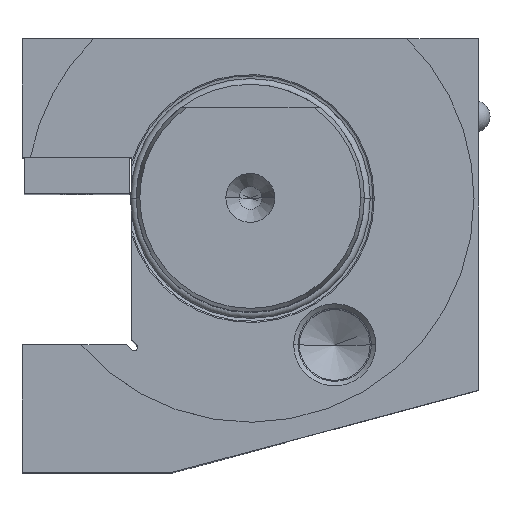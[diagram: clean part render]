
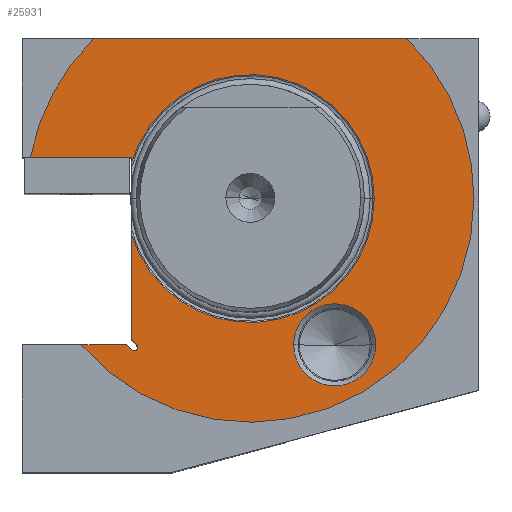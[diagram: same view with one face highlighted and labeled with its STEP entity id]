
A CAD part, top view. The second image highlights one B-rep face of the part: STEP entity #25931.
In plain terms, the highlighted planar face has unit normal (0, 0, 1).
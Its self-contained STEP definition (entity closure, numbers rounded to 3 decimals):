
#3127 = CARTESIAN_POINT ( 'NONE',  ( -26., -30.939, -78. ) ) ;
#3128 = CARTESIAN_POINT ( 'NONE',  ( -26., 7.818, -78. ) ) ;
#3152 = CARTESIAN_POINT ( 'NONE',  ( 27.5, -32.043, -78. ) ) ;
#3165 = CARTESIAN_POINT ( 'NONE',  ( 34.293, 35., -78. ) ) ;
#3183 = CARTESIAN_POINT ( 'NONE',  ( -34.293, 35., -78. ) ) ;
#3192 = CARTESIAN_POINT ( 'NONE',  ( 9.5, -32.043, -78. ) ) ;
#3200 = CARTESIAN_POINT ( 'NONE',  ( 49., 0., -78. ) ) ;
#3361 = CARTESIAN_POINT ( 'NONE',  ( -48.166, 9., -78. ) ) ;
#3367 = CARTESIAN_POINT ( 'NONE',  ( -37.108, -32., -78. ) ) ;
#3460 = CARTESIAN_POINT ( 'NONE',  ( 27.15, 0., -78. ) ) ;
#3653 = CARTESIAN_POINT ( 'NONE',  ( -26., 9., -78. ) ) ;
#5328 = CARTESIAN_POINT ( 'NONE',  ( -24.904, -32.035, -78. ) ) ;
#5344 = CARTESIAN_POINT ( 'NONE',  ( -27.061, -32., -78. ) ) ;
#5351 = CARTESIAN_POINT ( 'NONE',  ( -25.965, -33.096, -78. ) ) ;
#5357 = CARTESIAN_POINT ( 'NONE',  ( -26., -7.818, -78. ) ) ;
#5960 = ORIENTED_EDGE ( 'NONE', *, *, #37453, .F. ) ;
#5964 = ORIENTED_EDGE ( 'NONE', *, *, #37359, .F. ) ;
#5966 = ORIENTED_EDGE ( 'NONE', *, *, #37373, .F. ) ;
#5992 = ORIENTED_EDGE ( 'NONE', *, *, #37364, .T. ) ;
#5996 = ORIENTED_EDGE ( 'NONE', *, *, #37450, .T. ) ;
#6000 = ORIENTED_EDGE ( 'NONE', *, *, #37431, .T. ) ;
#6028 = ORIENTED_EDGE ( 'NONE', *, *, #37448, .F. ) ;
#6034 = ORIENTED_EDGE ( 'NONE', *, *, #48673, .T. ) ;
#6038 = ORIENTED_EDGE ( 'NONE', *, *, #37422, .T. ) ;
#6042 = ORIENTED_EDGE ( 'NONE', *, *, #37342, .F. ) ;
#6048 = ORIENTED_EDGE ( 'NONE', *, *, #48868, .T. ) ;
#7743 = ORIENTED_EDGE ( 'NONE', *, *, #37379, .T. ) ;
#7807 = ORIENTED_EDGE ( 'NONE', *, *, #37413, .F. ) ;
#7855 = ORIENTED_EDGE ( 'NONE', *, *, #37442, .F. ) ;
#7875 = ORIENTED_EDGE ( 'NONE', *, *, #48709, .F. ) ;
#25931 = ADVANCED_FACE ( 'NONE', ( #55992, #55990 ), #62951, .F. ) ;
#26241 = DIRECTION ( 'NONE',  ( -1., 0., 0. ) ) ;
#26249 = CARTESIAN_POINT ( 'NONE',  ( 18.5, -32.043, -78. ) ) ;
#26256 = DIRECTION ( 'NONE',  ( 0., 0., -1. ) ) ;
#26337 = DIRECTION ( 'NONE',  ( 1., 0., 0. ) ) ;
#26356 = CARTESIAN_POINT ( 'NONE',  ( 0., 0., -78. ) ) ;
#26369 = DIRECTION ( 'NONE',  ( 0., 0., 1. ) ) ;
#26599 = CARTESIAN_POINT ( 'NONE',  ( 0., 0., -78. ) ) ;
#26616 = DIRECTION ( 'NONE',  ( 0., 0., 1. ) ) ;
#26625 = DIRECTION ( 'NONE',  ( 1., 0., 0. ) ) ;
#28316 = VERTEX_POINT ( 'NONE', #5357 ) ;
#28330 = VERTEX_POINT ( 'NONE', #5351 ) ;
#28357 = VERTEX_POINT ( 'NONE', #5328 ) ;
#28403 = VERTEX_POINT ( 'NONE', #5344 ) ;
#29146 = EDGE_LOOP ( 'NONE', ( #6034, #7743 ) ) ;
#29163 = EDGE_LOOP ( 'NONE', ( #7855, #5996, #5992, #5966, #6048, #6000, #6028, #6038, #6042, #5964, #7875, #7807, #5960 ) ) ;
#29216 = VERTEX_POINT ( 'NONE', #3127 ) ;
#29217 = VERTEX_POINT ( 'NONE', #3165 ) ;
#29223 = VERTEX_POINT ( 'NONE', #3183 ) ;
#29334 = AXIS2_PLACEMENT_3D ( 'NONE', #62955, #62965, #62973 ) ;
#35881 = CIRCLE ( 'NONE', #55455, 9. ) ;
#35890 = LINE ( 'NONE', #52892, #35908 ) ;
#35894 = VECTOR ( 'NONE', #52768, 1000. ) ;
#35897 = VECTOR ( 'NONE', #52833, 1000. ) ;
#35908 = VECTOR ( 'NONE', #52893, 1000. ) ;
#35921 = LINE ( 'NONE', #54000, #35930 ) ;
#35927 = LINE ( 'NONE', #52781, #35894 ) ;
#35930 = VECTOR ( 'NONE', #54041, 1000. ) ;
#35932 = LINE ( 'NONE', #52788, #35897 ) ;
#35936 = CIRCLE ( 'NONE', #55437, 27.15 ) ;
#35949 = CIRCLE ( 'NONE', #55438, 49. ) ;
#35990 = CIRCLE ( 'NONE', #55436, 49. ) ;
#35997 = VECTOR ( 'NONE', #53522, 1000. ) ;
#36022 = CIRCLE ( 'NONE', #55533, 0.75 ) ;
#36028 = VECTOR ( 'NONE', #53454, 1000. ) ;
#36030 = LINE ( 'NONE', #53509, #35997 ) ;
#36039 = LINE ( 'NONE', #53405, #36028 ) ;
#36043 = LINE ( 'NONE', #53422, #36045 ) ;
#36045 = VECTOR ( 'NONE', #53447, 1000. ) ;
#37342 = EDGE_CURVE ( 'NONE', #57385, #57263, #35921, .T. ) ;
#37359 = EDGE_CURVE ( 'NONE', #57159, #57385, #35927, .T. ) ;
#37364 = EDGE_CURVE ( 'NONE', #28330, #28403, #35932, .T. ) ;
#37373 = EDGE_CURVE ( 'NONE', #57258, #28403, #35890, .T. ) ;
#37379 = EDGE_CURVE ( 'NONE', #57139, #57152, #35881, .T. ) ;
#37413 = EDGE_CURVE ( 'NONE', #28316, #57242, #35936, .T. ) ;
#37422 = EDGE_CURVE ( 'NONE', #29223, #57263, #35990, .T. ) ;
#37431 = EDGE_CURVE ( 'NONE', #57173, #29217, #35949, .T. ) ;
#37442 = EDGE_CURVE ( 'NONE', #28357, #29216, #36043, .T. ) ;
#37448 = EDGE_CURVE ( 'NONE', #29223, #29217, #36039, .T. ) ;
#37450 = EDGE_CURVE ( 'NONE', #28357, #28330, #36022, .T. ) ;
#37453 = EDGE_CURVE ( 'NONE', #29216, #28316, #36030, .T. ) ;
#40411 = CIRCLE ( 'NONE', #55393, 27.15 ) ;
#40423 = CIRCLE ( 'NONE', #55380, 9. ) ;
#40496 = CIRCLE ( 'NONE', #55415, 49. ) ;
#48673 = EDGE_CURVE ( 'NONE', #57152, #57139, #40423, .T. ) ;
#48709 = EDGE_CURVE ( 'NONE', #57242, #57159, #40411, .T. ) ;
#48868 = EDGE_CURVE ( 'NONE', #57258, #57173, #40496, .T. ) ;
#52768 = DIRECTION ( 'NONE',  ( 0., 1., 0. ) ) ;
#52781 = CARTESIAN_POINT ( 'NONE',  ( -26., 27.15, -78. ) ) ;
#52788 = CARTESIAN_POINT ( 'NONE',  ( -43.105, -15.955, -78. ) ) ;
#52833 = DIRECTION ( 'NONE',  ( -0.707, 0.707, 0. ) ) ;
#52892 = CARTESIAN_POINT ( 'NONE',  ( 0., -32., -78. ) ) ;
#52893 = DIRECTION ( 'NONE',  ( 1., 0., 0. ) ) ;
#52999 = DIRECTION ( 'NONE',  ( -1., 0., 0. ) ) ;
#53017 = CARTESIAN_POINT ( 'NONE',  ( 18.5, -32.043, -78. ) ) ;
#53036 = DIRECTION ( 'NONE',  ( 0., 0., -1. ) ) ;
#53280 = DIRECTION ( 'NONE',  ( 1., 0., 0. ) ) ;
#53283 = DIRECTION ( 'NONE',  ( 0., 0., 1. ) ) ;
#53290 = CARTESIAN_POINT ( 'NONE',  ( 0., 0., -78. ) ) ;
#53291 = CARTESIAN_POINT ( 'NONE',  ( 0., 0., -78. ) ) ;
#53304 = DIRECTION ( 'NONE',  ( 0., 0., 1. ) ) ;
#53333 = DIRECTION ( 'NONE',  ( 1., 0., 0. ) ) ;
#53342 = CARTESIAN_POINT ( 'NONE',  ( 0., 0., -78. ) ) ;
#53353 = DIRECTION ( 'NONE',  ( 0., 0., 1. ) ) ;
#53384 = DIRECTION ( 'NONE',  ( 1., 0., 0. ) ) ;
#53405 = CARTESIAN_POINT ( 'NONE',  ( 0., 35., -78. ) ) ;
#53413 = CARTESIAN_POINT ( 'NONE',  ( -25.434, -32.566, -78. ) ) ;
#53415 = DIRECTION ( 'NONE',  ( 0., 0., -1. ) ) ;
#53417 = DIRECTION ( 'NONE',  ( -1., 0., 0. ) ) ;
#53422 = CARTESIAN_POINT ( 'NONE',  ( -42.045, -14.895, -78. ) ) ;
#53447 = DIRECTION ( 'NONE',  ( -0.707, 0.707, 0. ) ) ;
#53454 = DIRECTION ( 'NONE',  ( 1., 0., 0. ) ) ;
#53509 = CARTESIAN_POINT ( 'NONE',  ( -26., 27.15, -78. ) ) ;
#53522 = DIRECTION ( 'NONE',  ( 0., 1., 0. ) ) ;
#54000 = CARTESIAN_POINT ( 'NONE',  ( 0., 9., -78. ) ) ;
#54041 = DIRECTION ( 'NONE',  ( -1., 0., 0. ) ) ;
#55380 = AXIS2_PLACEMENT_3D ( 'NONE', #26249, #26256, #26241 ) ;
#55393 = AXIS2_PLACEMENT_3D ( 'NONE', #26356, #26369, #26337 ) ;
#55415 = AXIS2_PLACEMENT_3D ( 'NONE', #26599, #26616, #26625 ) ;
#55436 = AXIS2_PLACEMENT_3D ( 'NONE', #53290, #53353, #53384 ) ;
#55437 = AXIS2_PLACEMENT_3D ( 'NONE', #53291, #53283, #53280 ) ;
#55438 = AXIS2_PLACEMENT_3D ( 'NONE', #53342, #53304, #53333 ) ;
#55455 = AXIS2_PLACEMENT_3D ( 'NONE', #53017, #53036, #52999 ) ;
#55533 = AXIS2_PLACEMENT_3D ( 'NONE', #53413, #53415, #53417 ) ;
#55990 = FACE_OUTER_BOUND ( 'NONE', #29163, .T. ) ;
#55992 = FACE_BOUND ( 'NONE', #29146, .T. ) ;
#57139 = VERTEX_POINT ( 'NONE', #3192 ) ;
#57152 = VERTEX_POINT ( 'NONE', #3152 ) ;
#57159 = VERTEX_POINT ( 'NONE', #3128 ) ;
#57173 = VERTEX_POINT ( 'NONE', #3200 ) ;
#57242 = VERTEX_POINT ( 'NONE', #3460 ) ;
#57258 = VERTEX_POINT ( 'NONE', #3367 ) ;
#57263 = VERTEX_POINT ( 'NONE', #3361 ) ;
#57385 = VERTEX_POINT ( 'NONE', #3653 ) ;
#62951 = PLANE ( 'NONE',  #29334 ) ;
#62955 = CARTESIAN_POINT ( 'NONE',  ( 0., 27.15, -78. ) ) ;
#62965 = DIRECTION ( 'NONE',  ( 0., 0., -1. ) ) ;
#62973 = DIRECTION ( 'NONE',  ( -1., 0., 0. ) ) ;
